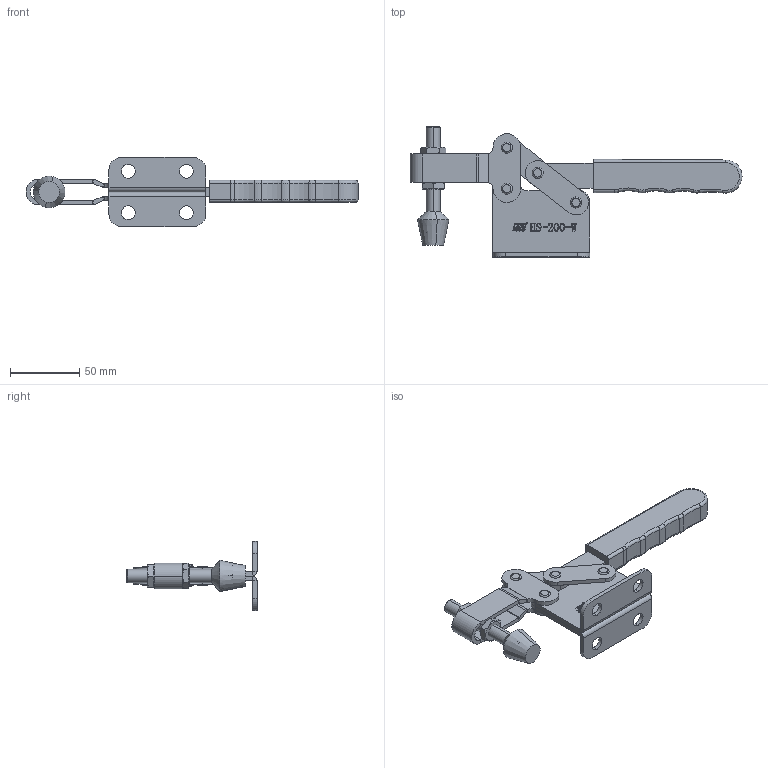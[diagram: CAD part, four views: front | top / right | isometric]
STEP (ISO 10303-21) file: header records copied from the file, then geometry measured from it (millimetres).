
FILE_DESCRIPTION (( 'STEP AP203' ), '1' );
FILE_NAME ('HS-200-W 装配体.STEP', '2018-12-07T04:01:02', ( 'PCOS' ), ( '微软中国' ), 'SwSTEP 2.0', 'SolidWorks 2012', '' );
FILE_SCHEMA (( 'CONFIG_CONTROL_DESIGN' ));
Length unit declared in the file: millimetre
Products named in the file (11): HS-200-W 蚾饜极; hexagon head bolts-full thread gb_GB_FASTENER_BOLT_STBAB A M10X70-N; hex thin nuts-grades ab-chamfered gb_GB_FASTENER_NUT_STNAB M10-N; 蟀裝; 揤輸; 揤參; 种; 忒梟; 忒參; 楊擘菁釱酘; 楊擘菁釱衵
Assembly tree (15 placements, depth 2):
  HS-200-W 蚾饜极
    楊擘菁釱衵
    楊擘菁釱酘
    忒參
    忒梟
    种  x4
    揤參
    揤輸
    蟀裝  x2
    hex thin nuts-grades ab-chamfered gb_GB_FASTENER_NUT_STNAB M10-N  x2
    hexagon head bolts-full thread gb_GB_FASTENER_BOLT_STBAB A M10X70-N
Bounding box: 240 x 94.08 x 50 mm (x, y, z)
Volume: 109208.3 mm3; surface area: 57260.2 mm2
Topology: 15 solids, 15 shells, 655 faces, 1660 edges, 1072 vertices
Faces by surface type: plane 315, cylinder 143, bspline 133, torus 34, cone 30
Entity records: 24706 total; most frequent: CARTESIAN_POINT 9498, ORIENTED_EDGE 3078, DIRECTION 2525, EDGE_CURVE 1539, VERTEX_POINT 994, LINE 919, VECTOR 919, AXIS2_PLACEMENT_3D 803
